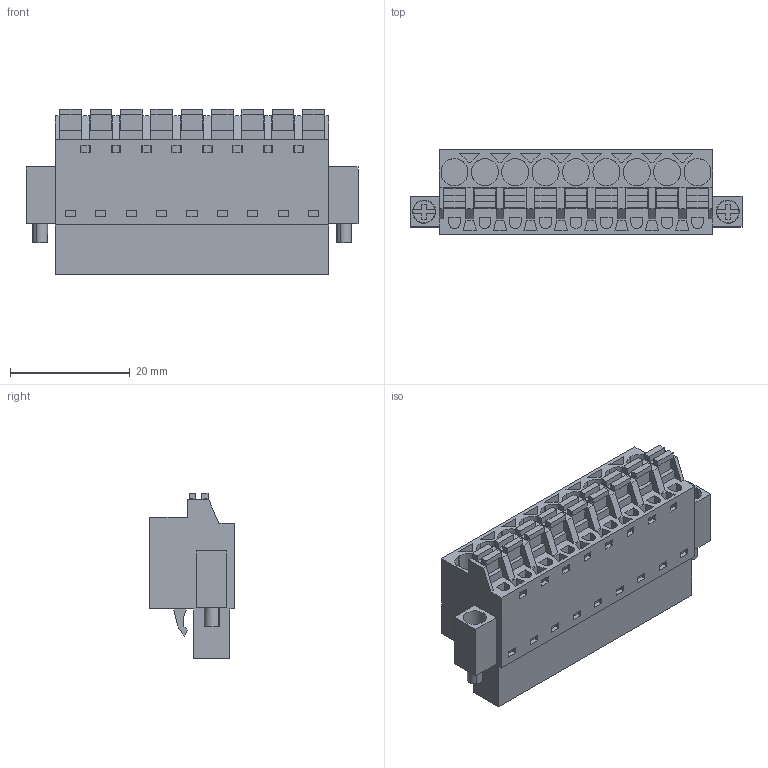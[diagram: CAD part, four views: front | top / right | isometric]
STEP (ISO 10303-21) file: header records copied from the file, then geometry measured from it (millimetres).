
FILE_DESCRIPTION(('CATIA V5 STEP Exchange','CAx-IF Rec.Pracs.--- Model Styling and Organization---1.2---2011-12-15'),'2;1');
FILE_NAME ('D1446526_0_1013160000_1013160000.stp','2017-04-28T12:27:33+00:00',('none'),('Weidmueller'),'CATIA Version 5-6 Release 2014','CATIA V5 STEP AP214','none');
FILE_SCHEMA(('AUTOMOTIVE_DESIGN { 1 0 10303 214 1 1 1 1 }'));
Length unit declared in the file: millimetre
Products named in the file (1): 1013160000
Bounding box: 55.52 x 14.2 x 27.73 mm (x, y, z)
Volume: 11193.8 mm3; surface area: 8203.8 mm2
Topology: 12 solids, 12 shells, 731 faces, 2072 edges, 1436 vertices
Faces by surface type: plane 646, cylinder 84, extrusion 1
Entity records: 23454 total; most frequent: CARTESIAN_POINT 4550, ORIENTED_EDGE 4144, DIRECTION 3004, EDGE_CURVE 2072, VECTOR 1895, LINE 1894, VERTEX_POINT 1436, EDGE_LOOP 838
